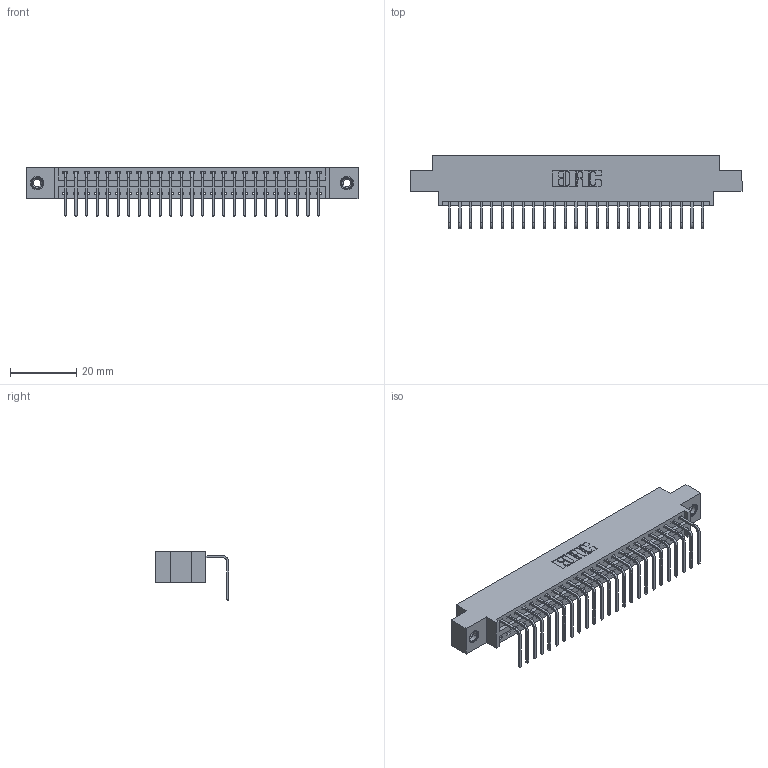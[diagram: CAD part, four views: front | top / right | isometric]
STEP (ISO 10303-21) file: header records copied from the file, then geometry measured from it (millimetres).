
FILE_DESCRIPTION (( 'STEP AP203' ), '1' );
FILE_NAME ('396-025-558-608.STEP', '2019-11-01T06:33:13', ( '' ), ( '' ), 'SwSTEP 2.0', 'SolidWorks 2016', '' );
FILE_SCHEMA (( 'CONFIG_CONTROL_DESIGN' ));
Length unit declared in the file: inch
Products named in the file (4): 396-025-558-608; 346 Part_0.170 Offset - 0.156 Dia-TI; 345-292-001_558 Tail - 2; 345-250-001_345-250-003-102
Assembly tree (28 placements, depth 2):
  396-025-558-608
    346 Part_0.170 Offset - 0.156 Dia-TI
    345-292-001_558 Tail - 2  x25
    345-250-001_345-250-003-102  x2
Bounding box: 99.95 x 22.16 x 14.73 mm (x, y, z)
Volume: 9372.4 mm3; surface area: 12209.9 mm2
Topology: 28 solids, 28 shells, 1686 faces, 5027 edges, 3310 vertices
Faces by surface type: plane 1162, cylinder 508, cone 12, torus 4
Entity records: 19206 total; most frequent: CARTESIAN_POINT 3282, ORIENTED_EDGE 3234, DIRECTION 2941, EDGE_CURVE 1617, LINE 1365, VECTOR 1365, VERTEX_POINT 1072, AXIS2_PLACEMENT_3D 788
